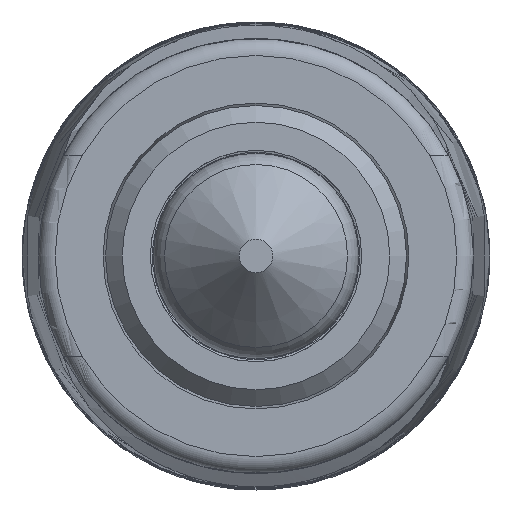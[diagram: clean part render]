
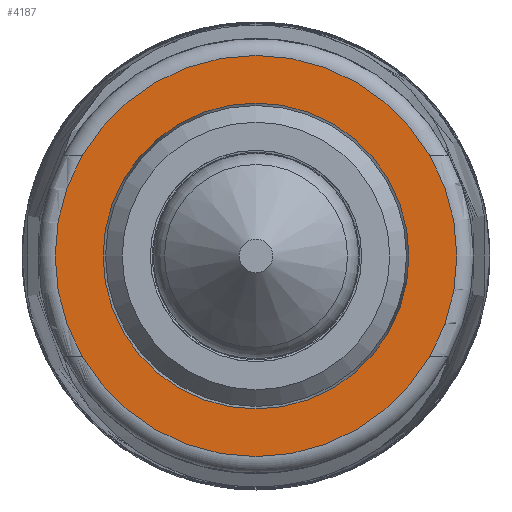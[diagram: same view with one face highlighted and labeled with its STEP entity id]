
A CAD part, left-side view. The second image highlights one B-rep face of the part: STEP entity #4187.
In plain terms, the highlighted planar face has unit normal (-1, 0, 0).
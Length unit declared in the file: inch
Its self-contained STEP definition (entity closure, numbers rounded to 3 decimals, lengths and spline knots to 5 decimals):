
#489=LINE('',#8336,#681);
#490=LINE('',#8340,#682);
#491=LINE('',#8344,#683);
#492=LINE('',#8347,#684);
#681=VECTOR('',#5221,0.00034);
#682=VECTOR('',#5224,0.00034);
#683=VECTOR('',#5227,0.00034);
#684=VECTOR('',#5230,0.00034);
#804=PLANE('',#4543);
#962=FACE_BOUND('',#1239,.T.);
#1032=FACE_OUTER_BOUND('',#1238,.T.);
#1238=EDGE_LOOP('',(#3468,#3469,#3470,#3471,#3472,#3473,#3474,#3475));
#1239=EDGE_LOOP('',(#3476));
#1515=CIRCLE('',#4542,0.23652);
#1516=CIRCLE('',#4544,0.23622);
#1517=CIRCLE('',#4545,0.23652);
#1518=CIRCLE('',#4546,0.23622);
#1519=CIRCLE('',#4547,0.18012);
#2040=VERTEX_POINT('',#8307);
#2041=VERTEX_POINT('',#8320);
#2042=VERTEX_POINT('',#8335);
#2043=VERTEX_POINT('',#8337);
#2044=VERTEX_POINT('',#8339);
#2045=VERTEX_POINT('',#8341);
#2046=VERTEX_POINT('',#8343);
#2047=VERTEX_POINT('',#8345);
#2048=VERTEX_POINT('',#8348);
#2690=EDGE_CURVE('',#2041,#2040,#1515,.T.);
#2691=EDGE_CURVE('',#2042,#2041,#489,.T.);
#2692=EDGE_CURVE('',#2043,#2042,#1516,.T.);
#2693=EDGE_CURVE('',#2044,#2043,#490,.T.);
#2694=EDGE_CURVE('',#2045,#2044,#1517,.T.);
#2695=EDGE_CURVE('',#2046,#2045,#491,.T.);
#2696=EDGE_CURVE('',#2047,#2046,#1518,.T.);
#2697=EDGE_CURVE('',#2040,#2047,#492,.T.);
#2698=EDGE_CURVE('',#2048,#2048,#1519,.T.);
#3468=ORIENTED_EDGE('',*,*,#2690,.F.);
#3469=ORIENTED_EDGE('',*,*,#2691,.F.);
#3470=ORIENTED_EDGE('',*,*,#2692,.F.);
#3471=ORIENTED_EDGE('',*,*,#2693,.F.);
#3472=ORIENTED_EDGE('',*,*,#2694,.F.);
#3473=ORIENTED_EDGE('',*,*,#2695,.F.);
#3474=ORIENTED_EDGE('',*,*,#2696,.F.);
#3475=ORIENTED_EDGE('',*,*,#2697,.F.);
#3476=ORIENTED_EDGE('',*,*,#2698,.T.);
#4187=ADVANCED_FACE('',(#1032,#962),#804,.T.);
#4542=AXIS2_PLACEMENT_3D('',#8333,#5217,#5218);
#4543=AXIS2_PLACEMENT_3D('',#8334,#5219,#5220);
#4544=AXIS2_PLACEMENT_3D('',#8338,#5222,#5223);
#4545=AXIS2_PLACEMENT_3D('',#8342,#5225,#5226);
#4546=AXIS2_PLACEMENT_3D('',#8346,#5228,#5229);
#4547=AXIS2_PLACEMENT_3D('',#8349,#5231,#5232);
#5217=DIRECTION('center_axis',(1.,0.,0.));
#5218=DIRECTION('ref_axis',(0.,1.,0.));
#5219=DIRECTION('center_axis',(-1.,0.,0.));
#5220=DIRECTION('ref_axis',(0.,-1.,0.));
#5221=DIRECTION('',(0.,1.,0.));
#5222=DIRECTION('center_axis',(1.,0.,0.));
#5223=DIRECTION('ref_axis',(0.,0.,-1.));
#5224=DIRECTION('',(0.,1.,0.));
#5225=DIRECTION('center_axis',(1.,0.,0.));
#5226=DIRECTION('ref_axis',(0.,-1.,0.));
#5227=DIRECTION('',(0.,-1.,0.));
#5228=DIRECTION('center_axis',(1.,0.,0.));
#5229=DIRECTION('ref_axis',(0.,0.,
1.));
#5230=DIRECTION('',(0.,-1.,0.));
#5231=DIRECTION('center_axis',(1.,0.,0.));
#5232=DIRECTION('ref_axis',(0.,0.,
-1.));
#8307=CARTESIAN_POINT('',(-2.06638,-1.12807,0.11811));
#8320=CARTESIAN_POINT('',(-2.06638,-1.12807,-0.11811));
#8333=CARTESIAN_POINT('Origin',(-2.06638,-1.33299,0.));
#8334=CARTESIAN_POINT('Origin',(-2.06638,-1.33299,0.12795));
#8335=CARTESIAN_POINT('',(-2.06638,-1.12842,-0.11811));
#8336=CARTESIAN_POINT('',(-2.06638,-1.33299,-0.11811));
#8337=CARTESIAN_POINT('',(-2.06638,-1.53756,-0.11811));
#8338=CARTESIAN_POINT('Origin',(-2.06638,-1.33299,0.));
#8339=CARTESIAN_POINT('',(-2.06638,-1.5379,-0.11811));
#8340=CARTESIAN_POINT('',(-2.06638,-1.33299,-0.11811));
#8341=CARTESIAN_POINT('',(-2.06638,-1.5379,0.11811));
#8342=CARTESIAN_POINT('Origin',(-2.06638,-1.33299,0.));
#8343=CARTESIAN_POINT('',(-2.06638,-1.53756,0.11811));
#8344=CARTESIAN_POINT('',(-2.06638,-1.33299,0.11811));
#8345=CARTESIAN_POINT('',(-2.06638,-1.12842,0.11811));
#8346=CARTESIAN_POINT('Origin',(-2.06638,-1.33299,0.));
#8347=CARTESIAN_POINT('',(-2.06638,-1.33299,0.11811));
#8348=CARTESIAN_POINT('',(-2.06638,-1.33299,0.18012));
#8349=CARTESIAN_POINT('Origin',(-2.06638,-1.33299,0.));
